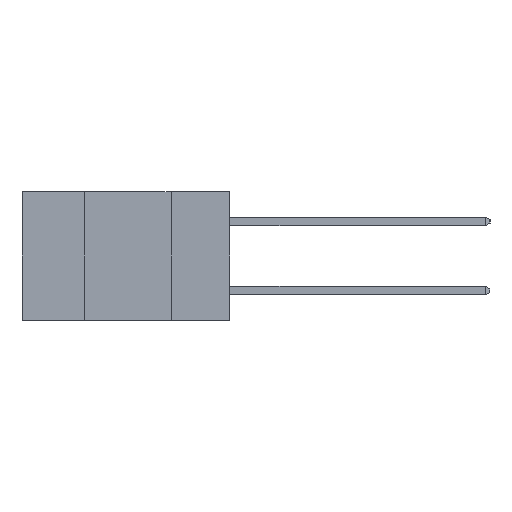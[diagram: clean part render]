
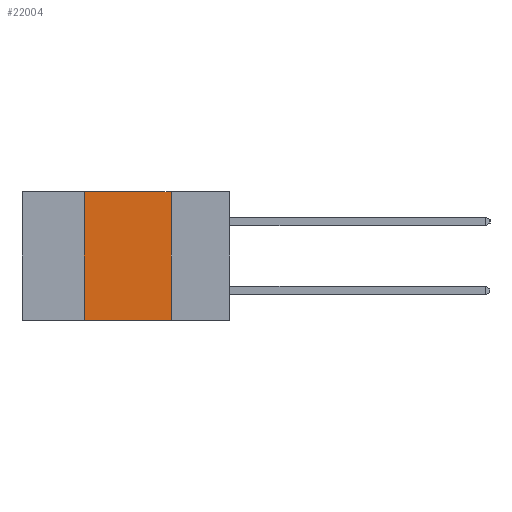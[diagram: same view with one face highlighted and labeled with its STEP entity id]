
A CAD part, left-side view. The second image highlights one B-rep face of the part: STEP entity #22004.
In plain terms, the highlighted planar face has unit normal (-1, 0, 0).
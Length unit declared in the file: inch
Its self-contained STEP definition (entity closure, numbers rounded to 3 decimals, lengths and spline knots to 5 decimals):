
#168 = CARTESIAN_POINT ( 'NONE',  ( 0., 0.42, -0.37 ) ) ;
#614 = CARTESIAN_POINT ( 'NONE',  ( 0., 0.6, -0.37 ) ) ;
#2139 = VERTEX_POINT ( 'NONE', #15984 ) ;
#2870 = EDGE_LOOP ( 'NONE', ( #20254, #10842, #16844, #22123 ) ) ;
#3279 = CARTESIAN_POINT ( 'NONE',  ( 0., 0.17, -0.37 ) ) ;
#3291 = VECTOR ( 'NONE', #14867, 39.37008 ) ;
#3868 = FACE_OUTER_BOUND ( 'NONE', #2870, .T. ) ;
#4167 = CARTESIAN_POINT ( 'NONE',  ( 0., 0.6, 0. ) ) ;
#4268 = EDGE_CURVE ( 'NONE', #2139, #6037, #14992, .T. ) ;
#5561 = AXIS2_PLACEMENT_3D ( 'NONE', #4167, #8270, #22309 ) ;
#5677 = DIRECTION ( 'NONE',  ( 0., -1., 0. ) ) ;
#5973 = VERTEX_POINT ( 'NONE', #25508 ) ;
#6037 = VERTEX_POINT ( 'NONE', #3279 ) ;
#6232 = PLANE ( 'NONE',  #5561 ) ;
#6644 = LINE ( 'NONE', #8933, #22062 ) ;
#6878 = DIRECTION ( 'NONE',  ( 0., 0., 1. ) ) ;
#8270 = DIRECTION ( 'NONE',  ( 1., 0., 0. ) ) ;
#8933 = CARTESIAN_POINT ( 'NONE',  ( 0., 0.42, 0. ) ) ;
#9771 = EDGE_CURVE ( 'NONE', #25021, #5973, #6644, .T. ) ;
#10842 = ORIENTED_EDGE ( 'NONE', *, *, #20522, .F. ) ;
#12240 = LINE ( 'NONE', #17794, #23482 ) ;
#14867 = DIRECTION ( 'NONE',  ( 0., -1., 0. ) ) ;
#14992 = LINE ( 'NONE', #25704, #24911 ) ;
#15984 = CARTESIAN_POINT ( 'NONE',  ( 0., 0.17, 0. ) ) ;
#16844 = ORIENTED_EDGE ( 'NONE', *, *, #9771, .F. ) ;
#17794 = CARTESIAN_POINT ( 'NONE',  ( 0., 0.6, 0. ) ) ;
#18831 = LINE ( 'NONE', #614, #3291 ) ;
#20254 = ORIENTED_EDGE ( 'NONE', *, *, #4268, .F. ) ;
#20522 = EDGE_CURVE ( 'NONE', #5973, #2139, #12240, .T. ) ;
#20864 = EDGE_CURVE ( 'NONE', #25021, #6037, #18831, .T. ) ;
#22004 = ADVANCED_FACE ( 'NONE', ( #3868 ), #6232, .F. ) ;
#22062 = VECTOR ( 'NONE', #6878, 39.37008 ) ;
#22123 = ORIENTED_EDGE ( 'NONE', *, *, #20864, .T. ) ;
#22309 = DIRECTION ( 'NONE',  ( 0., 0., -1. ) ) ;
#23482 = VECTOR ( 'NONE', #5677, 39.37008 ) ;
#24911 = VECTOR ( 'NONE', #25868, 39.37008 ) ;
#25021 = VERTEX_POINT ( 'NONE', #168 ) ;
#25508 = CARTESIAN_POINT ( 'NONE',  ( 0., 0.42, 0. ) ) ;
#25704 = CARTESIAN_POINT ( 'NONE',  ( 0., 0.17, 0. ) ) ;
#25868 = DIRECTION ( 'NONE',  ( 0., 0., -1. ) ) ;
